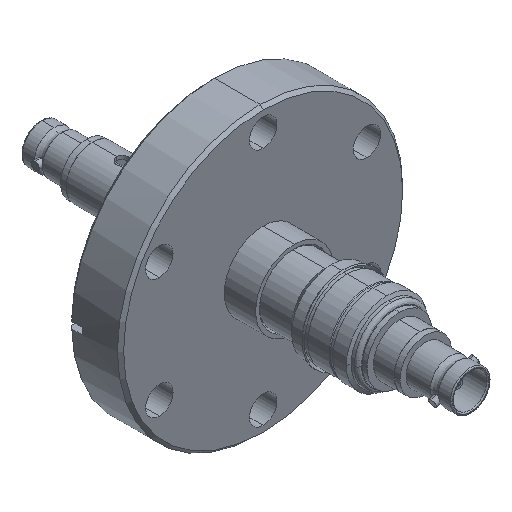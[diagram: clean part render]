
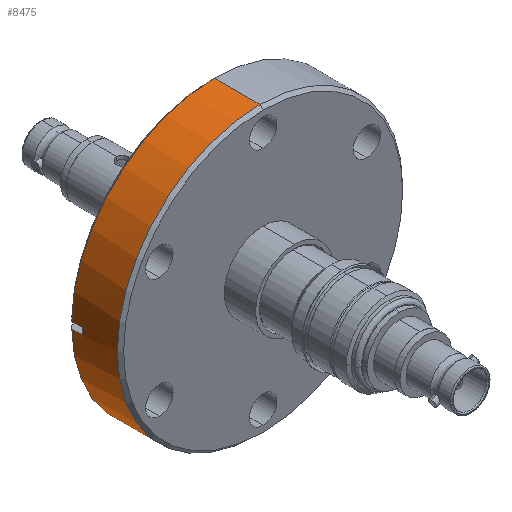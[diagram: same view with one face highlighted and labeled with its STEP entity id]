
A CAD part, isometric view. The second image highlights one B-rep face of the part: STEP entity #8475.
In plain terms, the highlighted cylindrical face has radius 34.925 mm (diameter 69.85 mm), a partial arc.
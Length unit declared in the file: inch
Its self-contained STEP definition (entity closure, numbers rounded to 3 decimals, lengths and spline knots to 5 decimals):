
#44 = AXIS2_PLACEMENT_3D ( 'NONE', #3514, #3512, #3501 ) ;
#190 = VERTEX_POINT ( 'NONE', #7396 ) ;
#196 = VERTEX_POINT ( 'NONE', #7390 ) ;
#198 = VERTEX_POINT ( 'NONE', #7388 ) ;
#462 = CARTESIAN_POINT ( 'NONE',  ( -1.37512, -0.80449, 0.01033 ) ) ;
#463 = CARTESIAN_POINT ( 'NONE',  ( -1.37512, -0.80449, -0.01033 ) ) ;
#467 = CARTESIAN_POINT ( 'NONE',  ( -1.37465, -0.80445, 0.031 ) ) ;
#468 = CARTESIAN_POINT ( 'NONE',  ( -1.37465, -0.80445, -0.031 ) ) ;
#502 = CARTESIAN_POINT ( 'NONE',  ( 0., -0.70312, 0. ) ) ;
#503 = DIRECTION ( 'NONE',  ( 0., -1., 0. ) ) ;
#504 = DIRECTION ( 'NONE',  ( 0., 0., 1. ) ) ;
#505 = CARTESIAN_POINT ( 'NONE',  ( -1.37465, 0., 0.031 ) ) ;
#506 = DIRECTION ( 'NONE',  ( 0., -1., 0. ) ) ;
#509 = CARTESIAN_POINT ( 'NONE',  ( -1.37465, 0., -0.031 ) ) ;
#510 = DIRECTION ( 'NONE',  ( 0., 1., 0. ) ) ;
#535 = CARTESIAN_POINT ( 'NONE',  ( 0., -1.14312, 0. ) ) ;
#536 = DIRECTION ( 'NONE',  ( 0., -1., 0. ) ) ;
#537 = DIRECTION ( 'NONE',  ( 0., 0., 1. ) ) ;
#870 = CARTESIAN_POINT ( 'NONE',  ( -1.37465, -0.70312, 0.031 ) ) ;
#930 = CARTESIAN_POINT ( 'NONE',  ( 0., -1.14312, 1.375 ) ) ;
#978 = CARTESIAN_POINT ( 'NONE',  ( -1.37465, -0.80445, -0.031 ) ) ;
#1164 = CARTESIAN_POINT ( 'NONE',  ( 0., 0., 1.375 ) ) ;
#1165 = DIRECTION ( 'NONE',  ( 0., 1., 0. ) ) ;
#1167 = CARTESIAN_POINT ( 'NONE',  ( 0., -0.70312, 0. ) ) ;
#1168 = DIRECTION ( 'NONE',  ( 0., -1., 0. ) ) ;
#1169 = DIRECTION ( 'NONE',  ( 0., 0., 1. ) ) ;
#1180 = DIRECTION ( 'NONE',  ( 0., 1., 0. ) ) ;
#1181 = CARTESIAN_POINT ( 'NONE',  ( 0., 0., -1.375 ) ) ;
#1342 = VERTEX_POINT ( 'NONE', #7470 ) ;
#1374 = EDGE_LOOP ( 'NONE', ( #5552, #5551, #5550, #5549, #5548, #5547, #5546, #5545 ) ) ;
#3501 = DIRECTION ( 'NONE',  ( 0., 0., 1. ) ) ;
#3512 = DIRECTION ( 'NONE',  ( 0., 1., 0. ) ) ;
#3514 = CARTESIAN_POINT ( 'NONE',  ( 0., 0., 0. ) ) ;
#4012 = AXIS2_PLACEMENT_3D ( 'NONE', #1167, #1168, #1169 ) ;
#4166 = B_SPLINE_CURVE_WITH_KNOTS ( 'NONE', 3,
 ( #467, #462, #463, #468 ),
 .UNSPECIFIED., .F., .F.,
 ( 4, 4 ),
 ( 0., 0.00157 ),
 .UNSPECIFIED. ) ;
#5095 = EDGE_CURVE ( 'NONE', #198, #190, #7059, .T. ) ;
#5098 = EDGE_CURVE ( 'NONE', #6759, #196, #7066, .T. ) ;
#5104 = EDGE_CURVE ( 'NONE', #1342, #190, #7074, .T. ) ;
#5414 = CIRCLE ( 'NONE', #5750, 1.375 ) ;
#5417 = LINE ( 'NONE', #505, #5420 ) ;
#5420 = VECTOR ( 'NONE', #506, 39.37008 ) ;
#5421 = LINE ( 'NONE', #509, #5424 ) ;
#5424 = VECTOR ( 'NONE', #510, 39.37008 ) ;
#5432 = CIRCLE ( 'NONE', #5865, 1.375 ) ;
#5545 = ORIENTED_EDGE ( 'NONE', *, *, #5095, .T. ) ;
#5546 = ORIENTED_EDGE ( 'NONE', *, *, #6424, .T. ) ;
#5547 = ORIENTED_EDGE ( 'NONE', *, *, #6407, .T. ) ;
#5548 = ORIENTED_EDGE ( 'NONE', *, *, #6422, .T. ) ;
#5549 = ORIENTED_EDGE ( 'NONE', *, *, #6420, .T. ) ;
#5550 = ORIENTED_EDGE ( 'NONE', *, *, #5098, .T. ) ;
#5551 = ORIENTED_EDGE ( 'NONE', *, *, #6433, .F. ) ;
#5552 = ORIENTED_EDGE ( 'NONE', *, *, #5104, .F. ) ;
#5750 = AXIS2_PLACEMENT_3D ( 'NONE', #502, #503, #504 ) ;
#5865 = AXIS2_PLACEMENT_3D ( 'NONE', #535, #536, #537 ) ;
#6407 = EDGE_CURVE ( 'NONE', #6512, #6808, #4166, .T. ) ;
#6420 = EDGE_CURVE ( 'NONE', #196, #6698, #5414, .T. ) ;
#6422 = EDGE_CURVE ( 'NONE', #6698, #6512, #5417, .T. ) ;
#6424 = EDGE_CURVE ( 'NONE', #6808, #198, #5421, .T. ) ;
#6433 = EDGE_CURVE ( 'NONE', #6759, #1342, #5432, .T. ) ;
#6512 = VERTEX_POINT ( 'NONE', #8024 ) ;
#6698 = VERTEX_POINT ( 'NONE', #870 ) ;
#6759 = VERTEX_POINT ( 'NONE', #930 ) ;
#6808 = VERTEX_POINT ( 'NONE', #978 ) ;
#7059 = CIRCLE ( 'NONE', #4012, 1.375 ) ;
#7066 = LINE ( 'NONE', #1164, #7068 ) ;
#7068 = VECTOR ( 'NONE', #1165, 39.37008 ) ;
#7074 = LINE ( 'NONE', #1181, #7076 ) ;
#7076 = VECTOR ( 'NONE', #1180, 39.37008 ) ;
#7388 = CARTESIAN_POINT ( 'NONE',  ( -1.37465, -0.70312, -0.031 ) ) ;
#7390 = CARTESIAN_POINT ( 'NONE',  ( 0., -0.70312, 1.375 ) ) ;
#7396 = CARTESIAN_POINT ( 'NONE',  ( 0., -0.70312, -1.375 ) ) ;
#7470 = CARTESIAN_POINT ( 'NONE',  ( 0., -1.14312, -1.375 ) ) ;
#7823 = FACE_OUTER_BOUND ( 'NONE', #1374, .T. ) ;
#7827 = CYLINDRICAL_SURFACE ( 'NONE', #44, 1.375 ) ;
#8024 = CARTESIAN_POINT ( 'NONE',  ( -1.37465, -0.80445, 0.031 ) ) ;
#8475 = ADVANCED_FACE ( 'NONE', ( #7823 ), #7827, .T. ) ;
